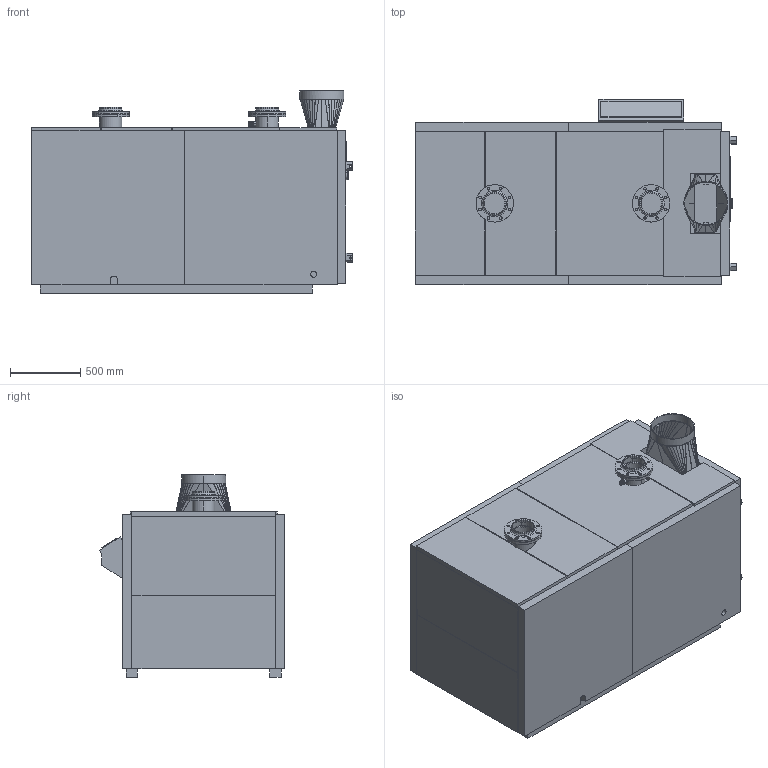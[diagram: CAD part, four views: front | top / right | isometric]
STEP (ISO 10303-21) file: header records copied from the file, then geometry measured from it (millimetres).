
FILE_DESCRIPTION(('CATIA V5 STEP Exchange'),'2;1');
FILE_NAME('4213273_00_CompactGas_(700).stp','2014-06-25T13:25:30+00:00',('N.N.'),('Hovalwerke AG FL-9490 Vaduz'),'CATIA Version 5 Release 20 SP 7 (IN-10)','CATIA V5 STEP AP203','none');
FILE_SCHEMA(('CONFIG_CONTROL_DESIGN'));
Length unit declared in the file: millimetre
Products named in the file (4): 4213273_CompactGas(700) Planerdaten 3D CSM_10508234_C83_000_00; _6002042_V_10508016_C83_000_00; _6017187_10508013_C83_000_00; 10323931_C83_000_00_Abgasstutzen kpl. 1-CompactGas (700)
Assembly tree (29 placements, depth 3):
  4213273_CompactGas(700) Planerdaten 3D CSM_10508234_C83_000_00
    #58
    #4052
    #6788  x4
    _6002042_V_10508016_C83_000_00
      #7811
      #8093
      #8429
    _6017187_10508013_C83_000_00
      #9139
      #8429
    #9336  x2
    #10273
    #11324
    #11626
    #12166
    #12687
    10323931_C83_000_00_Abgasstutzen kpl. 1-CompactGas (700)
      #13152  x2
      #18125  x2
      #23098
      #24166
      #25763  x2
Bounding box: 2284 x 1314.36 x 1436 mm (x, y, z)
Volume: 1589386794.3 mm3; surface area: 28159882.3 mm2
Topology: 39 solids, 39 shells, 1031 faces, 2574 edges, 1649 vertices
Faces by surface type: bspline 357, plane 354, cylinder 244, cone 64, torus 10, revolution 2
Entity records: 25897 total; most frequent: CARTESIAN_POINT 11259, ORIENTED_EDGE 3452, DIRECTION 1858, EDGE_CURVE 1726, VERTEX_POINT 1113, EDGE_LOOP 803, VECTOR 746, LINE 746
